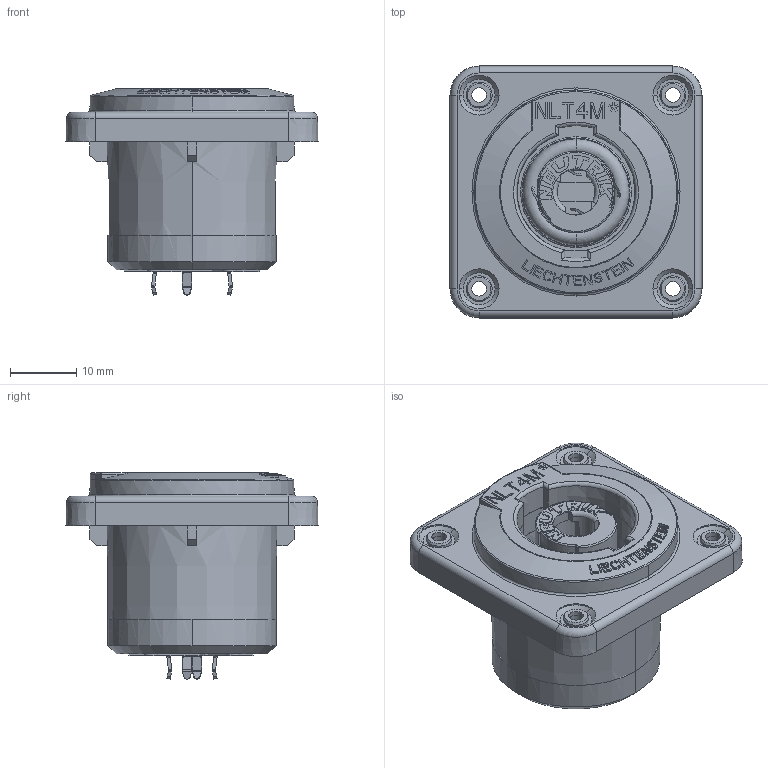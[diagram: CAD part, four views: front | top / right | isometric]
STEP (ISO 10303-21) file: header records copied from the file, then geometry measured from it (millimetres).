
FILE_DESCRIPTION((''),'2;1');
FILE_NAME('NLT4MD-V','2024-05-15T10:44:27',('phk'),(''),'CREO PARAMETRIC BY PTC INC, 2023424','CREO PARAMETRIC BY PTC INC, 2023424','');
FILE_SCHEMA(('AP242_MANAGED_MODEL_BASED_3D_ENGINEERING_MIM_LF { 1 0 10303 442 1 1 4 }'));
Length unit declared in the file: millimetre
Products named in the file (1): NLT4MD-V
Bounding box: 38 x 38 x 31.1 mm (x, y, z)
Volume: 12421.3 mm3; surface area: 18580.2 mm2
Topology: 2 solids, 10 shells, 2131 faces, 5423 edges, 3384 vertices
Faces by surface type: plane 1010, cylinder 478, torus 216, bspline 188, cone 115, sphere 106, extrusion 18
Entity records: 73630 total; most frequent: CARTESIAN_POINT 23441, ORIENTED_EDGE 10846, DIRECTION 9422, EDGE_CURVE 5423, VERTEX_POINT 3384, AXIS2_PLACEMENT_3D 3284, VECTOR 2854, LINE 2836
